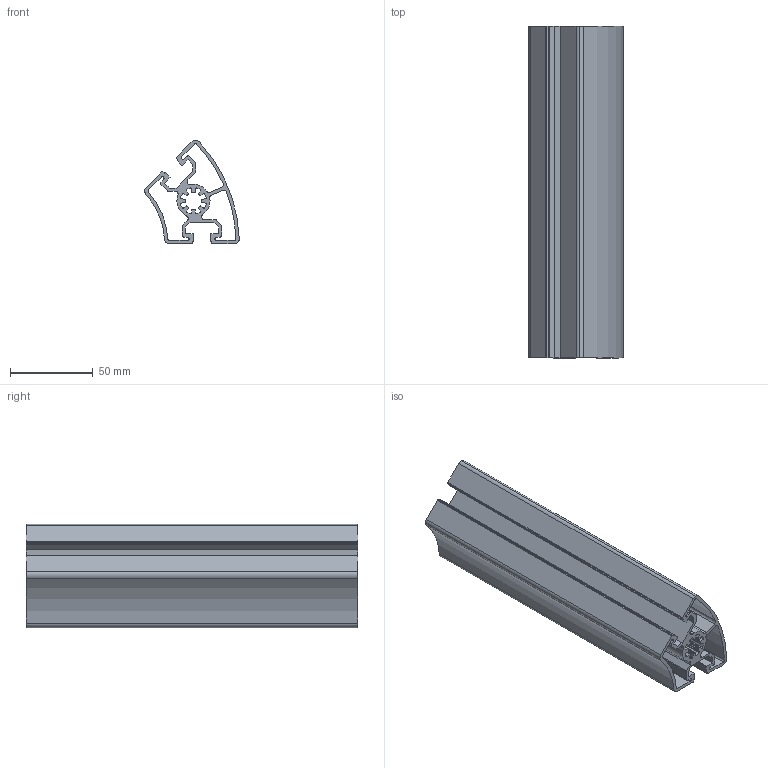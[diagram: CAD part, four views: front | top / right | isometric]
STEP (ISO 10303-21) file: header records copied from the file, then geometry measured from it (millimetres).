
FILE_DESCRIPTION (( 'STEP AP203' ), '1' );
FILE_NAME ('411993014_c_1.STEP', '2022-10-23T15:20:24', ( '' ), ( '' ), 'SwSTEP 2.0', 'SolidWorks 2014', '' );
FILE_SCHEMA (( 'CONFIG_CONTROL_DESIGN' ));
Length unit declared in the file: millimetre
Products named in the file (1): 411993014_c_1
Bounding box: 56.95 x 200 x 62.36 mm (x, y, z)
Volume: 148191.1 mm3; surface area: 132855.1 mm2
Topology: 1 solids, 1 shells, 183 faces, 543 edges, 362 vertices
Faces by surface type: cylinder 115, plane 68
Entity records: 6320 total; most frequent: DIRECTION 1141, CARTESIAN_POINT 1089, ORIENTED_EDGE 1086, EDGE_CURVE 543, AXIS2_PLACEMENT_3D 414, VERTEX_POINT 362, VECTOR 313, LINE 313
